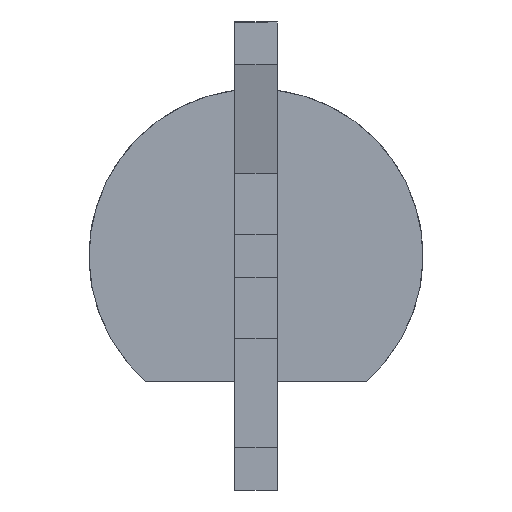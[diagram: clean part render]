
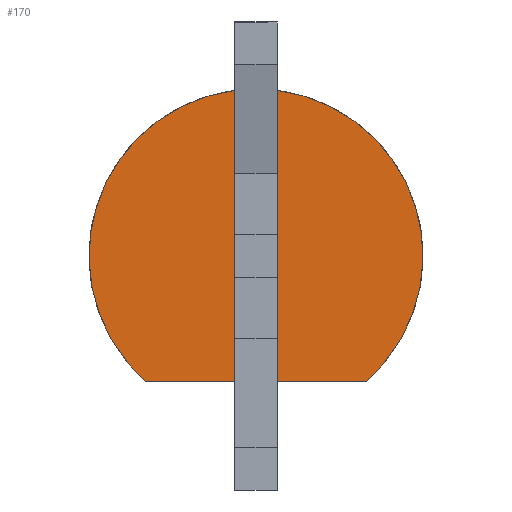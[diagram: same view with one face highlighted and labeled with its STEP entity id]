
A CAD part, front view. The second image highlights one B-rep face of the part: STEP entity #170.
In plain terms, the highlighted planar face has unit normal (0, -1, 0).
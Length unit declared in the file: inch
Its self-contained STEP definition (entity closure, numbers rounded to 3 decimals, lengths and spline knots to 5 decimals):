
#43 = VERTEX_POINT ( 'NONE', #478 ) ;
#55 = ORIENTED_EDGE ( 'NONE', *, *, #56, .T. ) ;
#56 = EDGE_CURVE ( 'NONE', #43, #264, #560, .T. ) ;
#58 = EDGE_CURVE ( 'NONE', #43, #62, #556, .T. ) ;
#60 = ORIENTED_EDGE ( 'NONE', *, *, #58, .F. ) ;
#62 = VERTEX_POINT ( 'NONE', #547 ) ;
#63 = ORIENTED_EDGE ( 'NONE', *, *, #64, .F. ) ;
#64 = EDGE_CURVE ( 'NONE', #62, #270, #546, .T. ) ;
#65 = ORIENTED_EDGE ( 'NONE', *, *, #175, .F. ) ;
#170 = ADVANCED_FACE ( 'NONE', ( #964 ), #1034, .F. ) ;
#171 = EDGE_LOOP ( 'NONE', ( #172, #173, #65, #63, #60, #55 ) ) ;
#172 = ORIENTED_EDGE ( 'NONE', *, *, #262, .F. ) ;
#173 = ORIENTED_EDGE ( 'NONE', *, *, #345, .F. ) ;
#175 = EDGE_CURVE ( 'NONE', #270, #176, #1039, .T. ) ;
#176 = VERTEX_POINT ( 'NONE', #1040 ) ;
#262 = EDGE_CURVE ( 'NONE', #263, #264, #1325, .T. ) ;
#263 = VERTEX_POINT ( 'NONE', #1320 ) ;
#264 = VERTEX_POINT ( 'NONE', #1319 ) ;
#270 = VERTEX_POINT ( 'NONE', #1473 ) ;
#345 = EDGE_CURVE ( 'NONE', #176, #263, #1507, .T. ) ;
#478 = CARTESIAN_POINT ( 'NONE',  ( -0.01, 0., -0.058 ) ) ;
#543 = DIRECTION ( 'NONE',  ( 0., 0., 1. ) ) ;
#544 = VECTOR ( 'NONE', #543, 39.37008 ) ;
#545 = CARTESIAN_POINT ( 'NONE',  ( 0.01, 0., 0.0785 ) ) ;
#546 = LINE ( 'NONE', #545, #544 ) ;
#547 = CARTESIAN_POINT ( 'NONE',  ( 0.01, 0., -0.058 ) ) ;
#553 = DIRECTION ( 'NONE',  ( 1., 0., 0. ) ) ;
#554 = VECTOR ( 'NONE', #553, 39.37008 ) ;
#555 = CARTESIAN_POINT ( 'NONE',  ( 0.01, 0., -0.058 ) ) ;
#556 = LINE ( 'NONE', #555, #554 ) ;
#557 = DIRECTION ( 'NONE',  ( 0., 0., 1. ) ) ;
#558 = VECTOR ( 'NONE', #557, 39.37008 ) ;
#559 = CARTESIAN_POINT ( 'NONE',  ( -0.01, 0., 0.0785 ) ) ;
#560 = LINE ( 'NONE', #559, #558 ) ;
#964 = FACE_OUTER_BOUND ( 'NONE', #171, .T. ) ;
#1034 = PLANE ( 'NONE',  #1044 ) ;
#1037 = CARTESIAN_POINT ( 'NONE',  ( 0., 0., 0. ) ) ;
#1038 = AXIS2_PLACEMENT_3D ( 'NONE', #1037, #1055, #1054 ) ;
#1039 = CIRCLE ( 'NONE', #1038, 0.0785 ) ;
#1040 = CARTESIAN_POINT ( 'NONE',  ( 0.05178, 0., -0.059 ) ) ;
#1041 = DIRECTION ( 'NONE',  ( 0., 0., 1. ) ) ;
#1042 = DIRECTION ( 'NONE',  ( 0., 1., 0. ) ) ;
#1043 = CARTESIAN_POINT ( 'NONE',  ( 0., 0., 0. ) ) ;
#1044 = AXIS2_PLACEMENT_3D ( 'NONE', #1043, #1042, #1041 ) ;
#1054 = DIRECTION ( 'NONE',  ( 0., 0., 1. ) ) ;
#1055 = DIRECTION ( 'NONE',  ( 0., 1., 0. ) ) ;
#1319 = CARTESIAN_POINT ( 'NONE',  ( -0.01, 0., 0.07786 ) ) ;
#1320 = CARTESIAN_POINT ( 'NONE',  ( -0.05178, 0., -0.059 ) ) ;
#1321 = DIRECTION ( 'NONE',  ( 0., 0., 1. ) ) ;
#1322 = DIRECTION ( 'NONE',  ( 0., 1., 0. ) ) ;
#1323 = CARTESIAN_POINT ( 'NONE',  ( 0., 0., 0. ) ) ;
#1324 = AXIS2_PLACEMENT_3D ( 'NONE', #1323, #1322, #1321 ) ;
#1325 = CIRCLE ( 'NONE', #1324, 0.0785 ) ;
#1473 = CARTESIAN_POINT ( 'NONE',  ( 0.01, 0., 0.07786 ) ) ;
#1504 = DIRECTION ( 'NONE',  ( -1., 0., 0. ) ) ;
#1505 = VECTOR ( 'NONE', #1504, 39.37008 ) ;
#1506 = CARTESIAN_POINT ( 'NONE',  ( -0.05178, 0., -0.059 ) ) ;
#1507 = LINE ( 'NONE', #1506, #1505 ) ;
